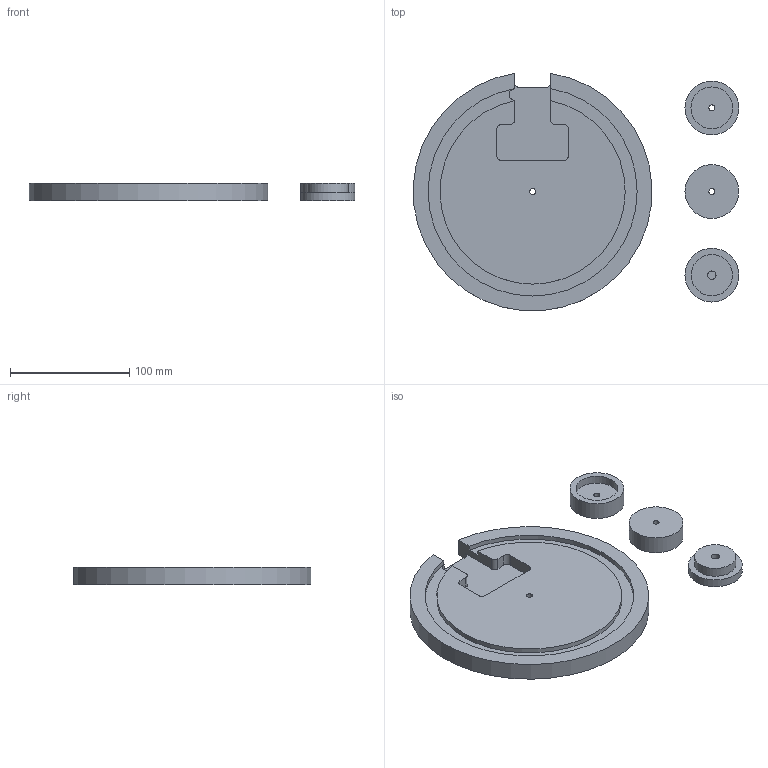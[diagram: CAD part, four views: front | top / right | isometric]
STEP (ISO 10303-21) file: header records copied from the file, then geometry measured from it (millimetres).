
FILE_DESCRIPTION(/* description */ (''),/* implementation_level */ '2;1');
FILE_NAME(/* name */ 'Horloge Infinie V3.9.2.step',/* time_stamp */ '2022-07-19T00:49:57+02:00',/* author */ (''),/* organization */ (''),/* preprocessor_version */ 'ST-DEVELOPER v19',/* originating_system */ 'Autodesk Translation Framework v11.7.0.108',/* authorisation */ '');
FILE_SCHEMA (('AUTOMOTIVE_DESIGN { 1 0 10303 214 3 1 1 }'));
Length unit declared in the file: millimetre
Products named in the file (1): Horloge Infinie V3.9.2
Bounding box: 272.36 x 198.5 x 15 mm (x, y, z)
Volume: 477124.6 mm3; surface area: 94536 mm2
Topology: 4 solids, 4 shells, 44 faces, 99 edges, 66 vertices
Faces by surface type: plane 23, cylinder 21
Full cylindrical faces by diameter (mm): 5 x3, 7 x1, 34.5 x1, 35 x1, 45 x3
Entity records: 1287 total; most frequent: DIRECTION 231, CARTESIAN_POINT 210, ORIENTED_EDGE 198, EDGE_CURVE 99, AXIS2_PLACEMENT_3D 87, VERTEX_POINT 66, LINE 57, VECTOR 57
